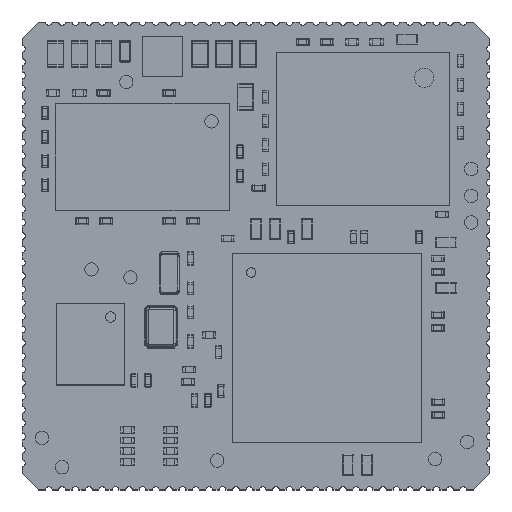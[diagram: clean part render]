
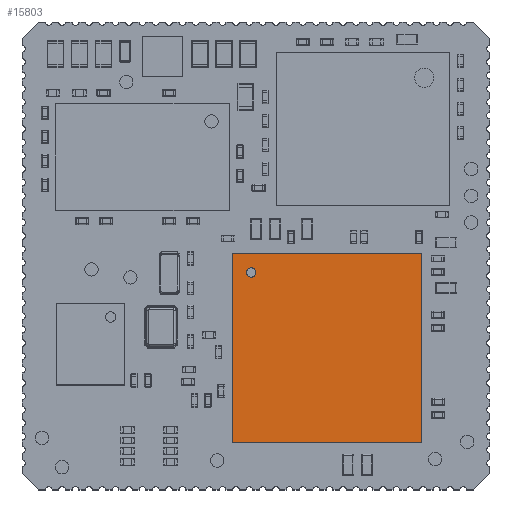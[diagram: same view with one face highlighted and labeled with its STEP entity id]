
A CAD part, top view. The second image highlights one B-rep face of the part: STEP entity #15803.
In plain terms, the highlighted planar face has unit normal (0, 0, 1).
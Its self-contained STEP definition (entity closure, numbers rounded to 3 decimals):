
#15682 = VERTEX_POINT('',#15683);
#15683 = CARTESIAN_POINT('',(7.074,-7.074,1.092));
#15689 = EDGE_CURVE('',#15690,#15682,#15692,.T.);
#15690 = VERTEX_POINT('',#15691);
#15691 = CARTESIAN_POINT('',(-7.074,-7.074,1.092));
#15692 = LINE('',#15693,#15694);
#15693 = CARTESIAN_POINT('',(-7.074,-7.074,1.092));
#15694 = VECTOR('',#15695,1.);
#15695 = DIRECTION('',(1.,0.,0.));
#15720 = VERTEX_POINT('',#15721);
#15721 = CARTESIAN_POINT('',(7.074,7.074,1.092));
#15727 = EDGE_CURVE('',#15682,#15720,#15728,.T.);
#15728 = LINE('',#15729,#15730);
#15729 = CARTESIAN_POINT('',(7.074,-7.074,1.092));
#15730 = VECTOR('',#15731,1.);
#15731 = DIRECTION('',(0.,1.,0.));
#15751 = VERTEX_POINT('',#15752);
#15752 = CARTESIAN_POINT('',(-7.074,7.074,1.092));
#15758 = EDGE_CURVE('',#15720,#15751,#15759,.T.);
#15759 = LINE('',#15760,#15761);
#15760 = CARTESIAN_POINT('',(7.074,7.074,1.092));
#15761 = VECTOR('',#15762,1.);
#15762 = DIRECTION('',(-1.,0.,0.));
#15780 = EDGE_CURVE('',#15751,#15690,#15781,.T.);
#15781 = LINE('',#15782,#15783);
#15782 = CARTESIAN_POINT('',(-7.074,7.074,1.092));
#15783 = VECTOR('',#15784,1.);
#15784 = DIRECTION('',(0.,-1.,0.));
#15803 = ADVANCED_FACE('',(#15804),#15810,.T.);
#15804 = FACE_BOUND('',#15805,.T.);
#15805 = EDGE_LOOP('',(#15806,#15807,#15808,#15809));
#15806 = ORIENTED_EDGE('',*,*,#15689,.T.);
#15807 = ORIENTED_EDGE('',*,*,#15727,.T.);
#15808 = ORIENTED_EDGE('',*,*,#15758,.T.);
#15809 = ORIENTED_EDGE('',*,*,#15780,.T.);
#15810 = PLANE('',#15811);
#15811 = AXIS2_PLACEMENT_3D('',#15812,#15813,#15814);
#15812 = CARTESIAN_POINT('',(-7.074,-7.074,1.092));
#15813 = DIRECTION('',(0.,0.,1.));
#15814 = DIRECTION('',(0.,1.,0.));
